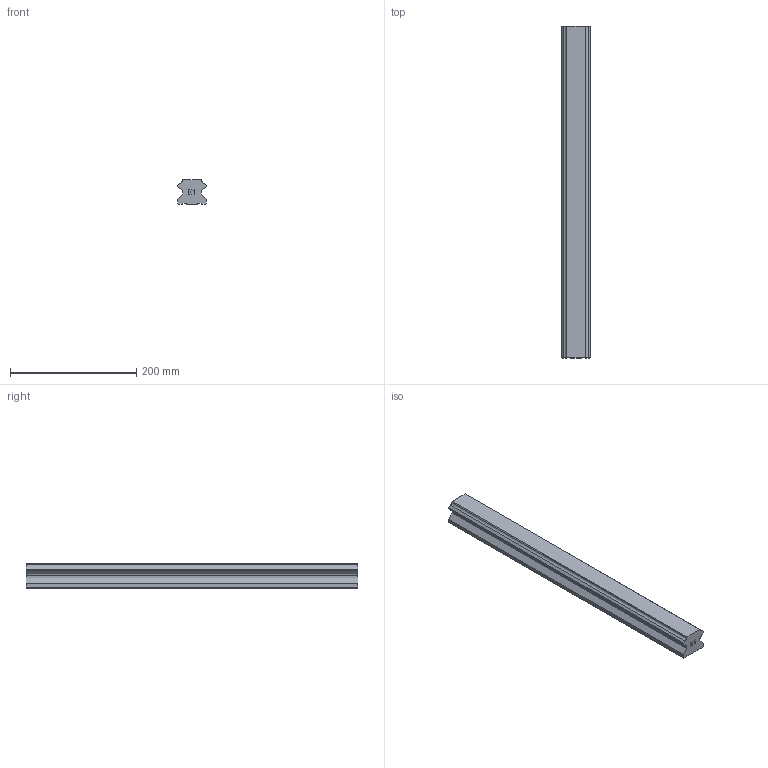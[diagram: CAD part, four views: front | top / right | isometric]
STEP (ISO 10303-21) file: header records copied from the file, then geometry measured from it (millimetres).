
FILE_DESCRIPTION(('STEP AP214'),'1');
FILE_NAME('cctmp_E632E9F7-24F3-430C-B4AE-3191479138B5_2021_02_01_12_20_55_0535..stp','2021-02-01T11:20:55',('HIWIN GmbH'),('CADClick - www.CADClick.com'),'Spatial InterOp 3D',' ','unknown authorization');
FILE_SCHEMA(('AUTOMOTIVE_DESIGN'));
Length unit declared in the file: millimetre
Products named in the file (1): HGR45T525C_FILE
Bounding box: 45 x 525 x 38 mm (x, y, z)
Volume: 735236 mm3; surface area: 97430.1 mm2
Topology: 1 solids, 1 shells, 117 faces, 323 edges, 207 vertices
Faces by surface type: plane 93, cylinder 14, cone 10
Entity records: 4555 total; most frequent: CARTESIAN_POINT 638, ORIENTED_EDGE 626, DIRECTION 577, EDGE_CURVE 313, LINE 285, VECTOR 285, VERTEX_POINT 207, AXIS2_PLACEMENT_3D 146
